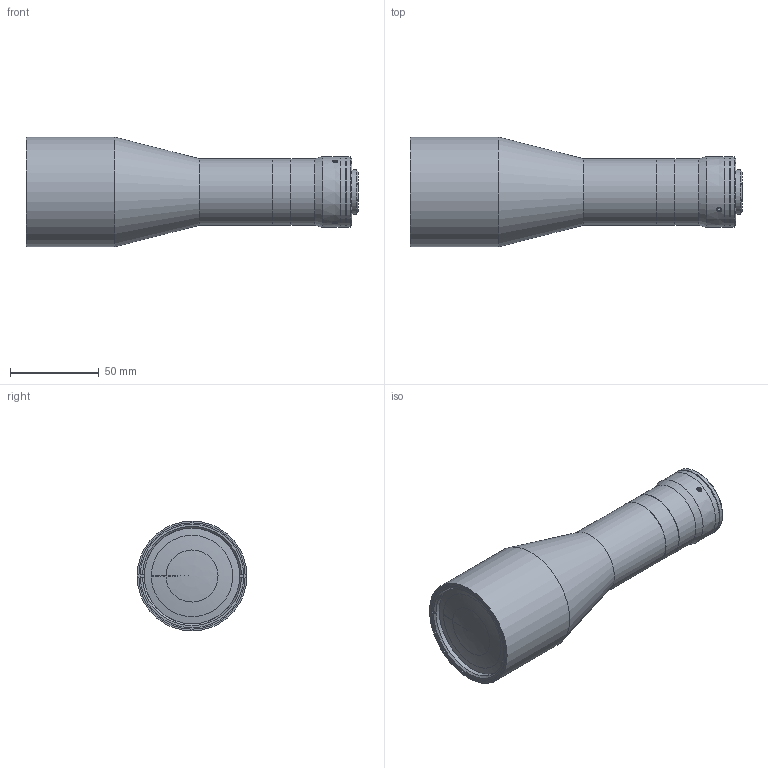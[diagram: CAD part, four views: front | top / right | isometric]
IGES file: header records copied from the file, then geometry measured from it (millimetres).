
Start section: SolidWorks IGES file using analytic representation for surfaces
Global section: file name: DP31753-A_TCLWD040-110-3M.igs; native system: SolidWorks 2021; preprocessor: SolidWorks 2021; author: bertolucci; date: 220215.122029; units: millimetre
Bounding box: 187.52 x 62 x 62 mm (x, y, z)
Surface area: 39751.5 mm2 (no closed solid volume)
Topology: 0 solids, 1 shells, 67 faces, 301 edges, 270 vertices
Faces by surface type: bspline 36, revolution 31
